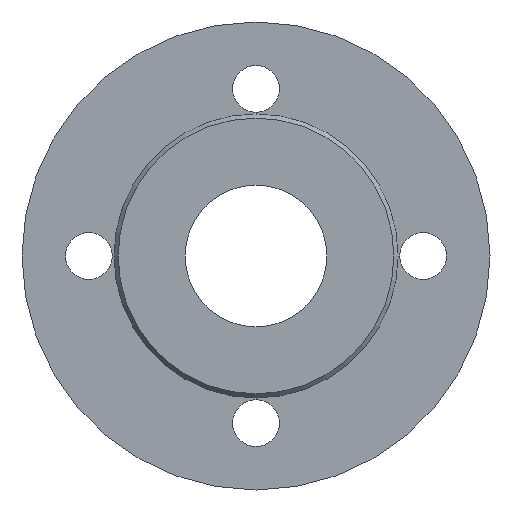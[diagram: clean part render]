
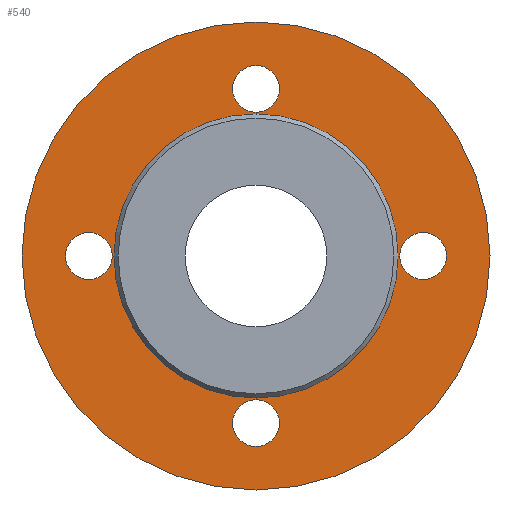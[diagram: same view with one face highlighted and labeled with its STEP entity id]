
A CAD part, front view. The second image highlights one B-rep face of the part: STEP entity #540.
In plain terms, the highlighted planar face has unit normal (0, -1, 0).
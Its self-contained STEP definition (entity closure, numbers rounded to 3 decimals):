
#36 = CIRCLE ( 'NONE', #643, 7. ) ;
#37 = DIRECTION ( 'NONE',  ( 0., 1., 0. ) ) ;
#39 = DIRECTION ( 'NONE',  ( 0., -1., 0. ) ) ;
#51 = CARTESIAN_POINT ( 'NONE',  ( 0., 1.5, 43. ) ) ;
#65 = ORIENTED_EDGE ( 'NONE', *, *, #265, .T. ) ;
#85 = VERTEX_POINT ( 'NONE', #279 ) ;
#86 = CARTESIAN_POINT ( 'NONE',  ( -50., 1.5, 0. ) ) ;
#97 = DIRECTION ( 'NONE',  ( 0., -1., 0. ) ) ;
#105 = DIRECTION ( 'NONE',  ( 0., -1., 0. ) ) ;
#107 = EDGE_LOOP ( 'NONE', ( #120, #665 ) ) ;
#114 = DIRECTION ( 'NONE',  ( 0., -1., 0. ) ) ;
#120 = ORIENTED_EDGE ( 'NONE', *, *, #554, .F. ) ;
#148 = CIRCLE ( 'NONE', #743, 7. ) ;
#156 = CARTESIAN_POINT ( 'NONE',  ( 0., 1.5, -50. ) ) ;
#181 = ORIENTED_EDGE ( 'NONE', *, *, #274, .F. ) ;
#183 = CARTESIAN_POINT ( 'NONE',  ( 0., 1.5, 0. ) ) ;
#187 = EDGE_CURVE ( 'NONE', #837, #245, #719, .T. ) ;
#189 = CARTESIAN_POINT ( 'NONE',  ( 0., 1.5, 57. ) ) ;
#196 = AXIS2_PLACEMENT_3D ( 'NONE', #86, #503, #223 ) ;
#199 = VERTEX_POINT ( 'NONE', #358 ) ;
#209 = ORIENTED_EDGE ( 'NONE', *, *, #832, .F. ) ;
#219 = CARTESIAN_POINT ( 'NONE',  ( 43., 1.5, 0. ) ) ;
#223 = DIRECTION ( 'NONE',  ( -1., 0., 0. ) ) ;
#245 = VERTEX_POINT ( 'NONE', #773 ) ;
#247 = DIRECTION ( 'NONE',  ( 0., 0., 1. ) ) ;
#255 = AXIS2_PLACEMENT_3D ( 'NONE', #726, #585, #247 ) ;
#256 = EDGE_LOOP ( 'NONE', ( #270, #181 ) ) ;
#260 = VERTEX_POINT ( 'NONE', #305 ) ;
#265 = EDGE_CURVE ( 'NONE', #245, #837, #756, .T. ) ;
#270 = ORIENTED_EDGE ( 'NONE', *, *, #318, .F. ) ;
#274 = EDGE_CURVE ( 'NONE', #324, #85, #717, .T. ) ;
#279 = CARTESIAN_POINT ( 'NONE',  ( 0., 1.5, 70. ) ) ;
#287 = CIRCLE ( 'NONE', #750, 7. ) ;
#291 = AXIS2_PLACEMENT_3D ( 'NONE', #760, #685, #496 ) ;
#292 = PLANE ( 'NONE',  #375 ) ;
#298 = DIRECTION ( 'NONE',  ( 0., 1., 0. ) ) ;
#299 = DIRECTION ( 'NONE',  ( 0., -1., 0. ) ) ;
#301 = FACE_OUTER_BOUND ( 'NONE', #256, .T. ) ;
#302 = AXIS2_PLACEMENT_3D ( 'NONE', #764, #97, #623 ) ;
#304 = EDGE_CURVE ( 'NONE', #589, #395, #629, .T. ) ;
#305 = CARTESIAN_POINT ( 'NONE',  ( 0., 1.5, -57. ) ) ;
#309 = FACE_BOUND ( 'NONE', #532, .T. ) ;
#318 = EDGE_CURVE ( 'NONE', #85, #324, #379, .T. ) ;
#324 = VERTEX_POINT ( 'NONE', #577 ) ;
#330 = CIRCLE ( 'NONE', #671, 7. ) ;
#342 = EDGE_CURVE ( 'NONE', #452, #543, #148, .T. ) ;
#343 = ORIENTED_EDGE ( 'NONE', *, *, #304, .F. ) ;
#352 = AXIS2_PLACEMENT_3D ( 'NONE', #156, #39, #511 ) ;
#358 = CARTESIAN_POINT ( 'NONE',  ( -43., 1.5, 0. ) ) ;
#362 = CARTESIAN_POINT ( 'NONE',  ( 0., 1.5, 0. ) ) ;
#374 = CARTESIAN_POINT ( 'NONE',  ( 57., 1.5, 0. ) ) ;
#375 = AXIS2_PLACEMENT_3D ( 'NONE', #701, #582, #825 ) ;
#379 = CIRCLE ( 'NONE', #255, 70. ) ;
#389 = DIRECTION ( 'NONE',  ( -1., 0., 0. ) ) ;
#395 = VERTEX_POINT ( 'NONE', #189 ) ;
#396 = ORIENTED_EDGE ( 'NONE', *, *, #492, .F. ) ;
#420 = EDGE_LOOP ( 'NONE', ( #343, #851 ) ) ;
#436 = AXIS2_PLACEMENT_3D ( 'NONE', #362, #37, #462 ) ;
#443 = FACE_BOUND ( 'NONE', #659, .T. ) ;
#452 = VERTEX_POINT ( 'NONE', #374 ) ;
#454 = CARTESIAN_POINT ( 'NONE',  ( -57., 1.5, 0. ) ) ;
#460 = CARTESIAN_POINT ( 'NONE',  ( 0., 1.5, -50. ) ) ;
#461 = EDGE_LOOP ( 'NONE', ( #65, #469 ) ) ;
#462 = DIRECTION ( 'NONE',  ( 0., 0., 1. ) ) ;
#469 = ORIENTED_EDGE ( 'NONE', *, *, #187, .T. ) ;
#492 = EDGE_CURVE ( 'NONE', #640, #199, #584, .T. ) ;
#496 = DIRECTION ( 'NONE',  ( 0., 0., 1. ) ) ;
#503 = DIRECTION ( 'NONE',  ( 0., -1., 0. ) ) ;
#508 = FACE_BOUND ( 'NONE', #107, .T. ) ;
#511 = DIRECTION ( 'NONE',  ( 0., 0., -1. ) ) ;
#514 = CARTESIAN_POINT ( 'NONE',  ( 50., 1.5, 0. ) ) ;
#532 = EDGE_LOOP ( 'NONE', ( #672, #396 ) ) ;
#533 = DIRECTION ( 'NONE',  ( 0., -1., 0. ) ) ;
#540 = ADVANCED_FACE ( 'NONE', ( #309, #842, #508, #443, #770, #301 ), #292, .T. ) ;
#543 = VERTEX_POINT ( 'NONE', #219 ) ;
#554 = EDGE_CURVE ( 'NONE', #543, #452, #613, .T. ) ;
#570 = CARTESIAN_POINT ( 'NONE',  ( 0., 1.5, -42.5 ) ) ;
#573 = CARTESIAN_POINT ( 'NONE',  ( 0., 1.5, 50. ) ) ;
#577 = CARTESIAN_POINT ( 'NONE',  ( 0., 1.5, -70. ) ) ;
#582 = DIRECTION ( 'NONE',  ( 0., -1., 0. ) ) ;
#584 = CIRCLE ( 'NONE', #196, 7. ) ;
#585 = DIRECTION ( 'NONE',  ( 0., 1., 0. ) ) ;
#589 = VERTEX_POINT ( 'NONE', #51 ) ;
#613 = CIRCLE ( 'NONE', #302, 7. ) ;
#618 = EDGE_CURVE ( 'NONE', #763, #260, #36, .T. ) ;
#623 = DIRECTION ( 'NONE',  ( 1., 0., 0. ) ) ;
#629 = CIRCLE ( 'NONE', #754, 7. ) ;
#635 = DIRECTION ( 'NONE',  ( 1., 0., 0. ) ) ;
#640 = VERTEX_POINT ( 'NONE', #454 ) ;
#643 = AXIS2_PLACEMENT_3D ( 'NONE', #460, #533, #794 ) ;
#659 = EDGE_LOOP ( 'NONE', ( #812, #209 ) ) ;
#663 = EDGE_CURVE ( 'NONE', #199, #640, #287, .T. ) ;
#665 = ORIENTED_EDGE ( 'NONE', *, *, #342, .F. ) ;
#671 = AXIS2_PLACEMENT_3D ( 'NONE', #573, #299, #698 ) ;
#672 = ORIENTED_EDGE ( 'NONE', *, *, #663, .F. ) ;
#685 = DIRECTION ( 'NONE',  ( 0., 1., 0. ) ) ;
#698 = DIRECTION ( 'NONE',  ( 0., 0., 1. ) ) ;
#701 = CARTESIAN_POINT ( 'NONE',  ( -42.5, 1.5, 0. ) ) ;
#703 = DIRECTION ( 'NONE',  ( 0., 0., 1. ) ) ;
#717 = CIRCLE ( 'NONE', #436, 70. ) ;
#718 = DIRECTION ( 'NONE',  ( 0., -1., 0. ) ) ;
#719 = CIRCLE ( 'NONE', #291, 42.5 ) ;
#723 = CARTESIAN_POINT ( 'NONE',  ( -50., 1.5, 0. ) ) ;
#726 = CARTESIAN_POINT ( 'NONE',  ( 0., 1.5, 0. ) ) ;
#743 = AXIS2_PLACEMENT_3D ( 'NONE', #514, #105, #635 ) ;
#750 = AXIS2_PLACEMENT_3D ( 'NONE', #723, #114, #389 ) ;
#754 = AXIS2_PLACEMENT_3D ( 'NONE', #780, #718, #855 ) ;
#756 = CIRCLE ( 'NONE', #771, 42.5 ) ;
#760 = CARTESIAN_POINT ( 'NONE',  ( 0., 1.5, 0. ) ) ;
#763 = VERTEX_POINT ( 'NONE', #828 ) ;
#764 = CARTESIAN_POINT ( 'NONE',  ( 50., 1.5, 0. ) ) ;
#770 = FACE_BOUND ( 'NONE', #461, .T. ) ;
#771 = AXIS2_PLACEMENT_3D ( 'NONE', #183, #298, #703 ) ;
#772 = EDGE_CURVE ( 'NONE', #395, #589, #330, .T. ) ;
#773 = CARTESIAN_POINT ( 'NONE',  ( 0., 1.5, 42.5 ) ) ;
#780 = CARTESIAN_POINT ( 'NONE',  ( 0., 1.5, 50. ) ) ;
#782 = CIRCLE ( 'NONE', #352, 7. ) ;
#794 = DIRECTION ( 'NONE',  ( 0., 0., -1. ) ) ;
#812 = ORIENTED_EDGE ( 'NONE', *, *, #618, .F. ) ;
#825 = DIRECTION ( 'NONE',  ( 0., 0., -1. ) ) ;
#828 = CARTESIAN_POINT ( 'NONE',  ( 0., 1.5, -43. ) ) ;
#832 = EDGE_CURVE ( 'NONE', #260, #763, #782, .T. ) ;
#837 = VERTEX_POINT ( 'NONE', #570 ) ;
#842 = FACE_BOUND ( 'NONE', #420, .T. ) ;
#851 = ORIENTED_EDGE ( 'NONE', *, *, #772, .F. ) ;
#855 = DIRECTION ( 'NONE',  ( 0., 0., 1. ) ) ;
